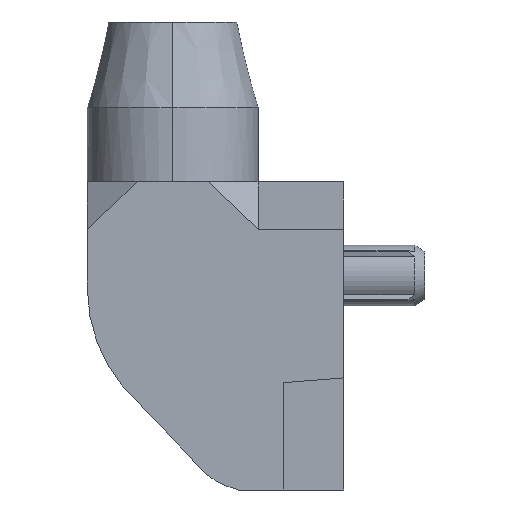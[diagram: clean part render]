
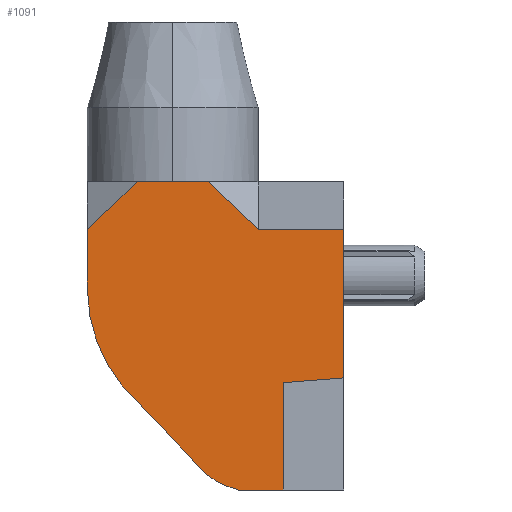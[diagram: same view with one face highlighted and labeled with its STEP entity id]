
A CAD part, left-side view. The second image highlights one B-rep face of the part: STEP entity #1091.
In plain terms, the highlighted planar face has unit normal (-1, 0, 0).
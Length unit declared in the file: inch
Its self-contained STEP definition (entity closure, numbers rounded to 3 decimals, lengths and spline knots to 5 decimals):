
#25 = VECTOR ( 'NONE', #60, 39.37008 ) ;
#60 = DIRECTION ( 'NONE',  ( 0., 0.69, 0.724 ) ) ;
#65 = DIRECTION ( 'NONE',  ( 1., 0., 0. ) ) ;
#73 = CARTESIAN_POINT ( 'NONE',  ( -0.10016, -0.12963, -0.42228 ) ) ;
#96 = VECTOR ( 'NONE', #3063, 39.37008 ) ;
#97 = EDGE_CURVE ( 'NONE', #3194, #3233, #1210, .T. ) ;
#122 = EDGE_CURVE ( 'NONE', #3595, #2061, #1130, .T. ) ;
#183 = VECTOR ( 'NONE', #2904, 39.37008 ) ;
#248 = VERTEX_POINT ( 'NONE', #2702 ) ;
#315 = PLANE ( 'NONE',  #1654 ) ;
#334 = ORIENTED_EDGE ( 'NONE', *, *, #3095, .F. ) ;
#374 = DIRECTION ( 'NONE',  ( 0., -0.725, -0.688 ) ) ;
#404 = VECTOR ( 'NONE', #574, 39.37008 ) ;
#430 = ORIENTED_EDGE ( 'NONE', *, *, #1190, .T. ) ;
#441 = VERTEX_POINT ( 'NONE', #1992 ) ;
#457 = EDGE_CURVE ( 'NONE', #248, #3531, #2333, .T. ) ;
#466 = VECTOR ( 'NONE', #2906, 39.37008 ) ;
#468 = VERTEX_POINT ( 'NONE', #3373 ) ;
#473 = AXIS2_PLACEMENT_3D ( 'NONE', #1781, #65, #2074 ) ;
#539 = CARTESIAN_POINT ( 'NONE',  ( -0.10016, 0.09981, -0.297 ) ) ;
#574 = DIRECTION ( 'NONE',  ( 0., 0., 1. ) ) ;
#607 = DIRECTION ( 'NONE',  ( 0., 0., 1. ) ) ;
#644 = CARTESIAN_POINT ( 'NONE',  ( -0.10016, 0.12198, -0.26372 ) ) ;
#707 = EDGE_LOOP ( 'NONE', ( #2436, #836, #2834, #2911, #967, #1356, #3586, #2866, #1854, #430, #3317, #334, #2710 ) ) ;
#743 = VERTEX_POINT ( 'NONE', #3229 ) ;
#752 = CARTESIAN_POINT ( 'NONE',  ( -0.10016, -0.20007, -0.243 ) ) ;
#772 = VECTOR ( 'NONE', #3180, 39.37008 ) ;
#806 = VERTEX_POINT ( 'NONE', #752 ) ;
#811 = LINE ( 'NONE', #1478, #25 ) ;
#836 = ORIENTED_EDGE ( 'NONE', *, *, #930, .F. ) ;
#864 = CARTESIAN_POINT ( 'NONE',  ( -0.10016, -0.08133, -0.31189 ) ) ;
#867 = CARTESIAN_POINT ( 'NONE',  ( -0.10016, 0.05867, -0.1873 ) ) ;
#870 = LINE ( 'NONE', #539, #96 ) ;
#930 = EDGE_CURVE ( 'NONE', #3531, #743, #870, .T. ) ;
#967 = ORIENTED_EDGE ( 'NONE', *, *, #2681, .F. ) ;
#1061 = CARTESIAN_POINT ( 'NONE',  ( -0.10016, -0.12963, -0.42228 ) ) ;
#1077 = LINE ( 'NONE', #2276, #404 ) ;
#1087 = DIRECTION ( 'NONE',  ( 0., 1., 0. ) ) ;
#1091 = ADVANCED_FACE ( 'NONE', ( #3398 ), #315, .T. ) ;
#1130 = LINE ( 'NONE', #73, #2565 ) ;
#1139 = DIRECTION ( 'NONE',  ( 0., 0., 1. ) ) ;
#1190 = EDGE_CURVE ( 'NONE', #806, #3496, #3174, .T. ) ;
#1200 = LINE ( 'NONE', #1800, #2726 ) ;
#1210 = LINE ( 'NONE', #644, #466 ) ;
#1217 = DIRECTION ( 'NONE',  ( 0., 0.997, -0.078 ) ) ;
#1232 = CIRCLE ( 'NONE', #473, 0.09535 ) ;
#1285 = VECTOR ( 'NONE', #1417, 39.37008 ) ;
#1356 = ORIENTED_EDGE ( 'NONE', *, *, #1839, .F. ) ;
#1360 = EDGE_CURVE ( 'NONE', #743, #3194, #2065, .T. ) ;
#1364 = CARTESIAN_POINT ( 'NONE',  ( -0.10016, -0.20007, -0.41675 ) ) ;
#1380 = AXIS2_PLACEMENT_3D ( 'NONE', #864, #2842, #1139 ) ;
#1417 = DIRECTION ( 'NONE',  ( 0., 0., 1. ) ) ;
#1464 = VECTOR ( 'NONE', #1087, 39.37008 ) ;
#1478 = CARTESIAN_POINT ( 'NONE',  ( -0.10016, 0.0382, -0.44802 ) ) ;
#1513 = LINE ( 'NONE', #1802, #772 ) ;
#1552 = EDGE_CURVE ( 'NONE', #2061, #3188, #1513, .T. ) ;
#1617 = CARTESIAN_POINT ( 'NONE',  ( -0.10016, 0.09981, -0.3145 ) ) ;
#1654 = AXIS2_PLACEMENT_3D ( 'NONE', #3115, #2313, #607 ) ;
#1781 = CARTESIAN_POINT ( 'NONE',  ( -0.10016, -0.09945, -0.45538 ) ) ;
#1800 = CARTESIAN_POINT ( 'NONE',  ( -0.10016, -0.07834, -0.22228 ) ) ;
#1802 = CARTESIAN_POINT ( 'NONE',  ( -0.10016, -0.12963, -0.548 ) ) ;
#1839 = EDGE_CURVE ( 'NONE', #3188, #2260, #2325, .T. ) ;
#1854 = ORIENTED_EDGE ( 'NONE', *, *, #2248, .T. ) ;
#1922 = CARTESIAN_POINT ( 'NONE',  ( -0.10016, -0.0768, -0.548 ) ) ;
#1992 = CARTESIAN_POINT ( 'NONE',  ( -0.10016, -0.03955, -0.52957 ) ) ;
#2047 = CARTESIAN_POINT ( 'NONE',  ( -0.10016, 0.09993, -0.24279 ) ) ;
#2061 = VERTEX_POINT ( 'NONE', #1061 ) ;
#2065 = LINE ( 'NONE', #2844, #1285 ) ;
#2074 = DIRECTION ( 'NONE',  ( 0., 0., 1. ) ) ;
#2185 = VECTOR ( 'NONE', #2845, 39.37008 ) ;
#2248 = EDGE_CURVE ( 'NONE', #3595, #806, #1077, .T. ) ;
#2260 = VERTEX_POINT ( 'NONE', #3628 ) ;
#2276 = CARTESIAN_POINT ( 'NONE',  ( -0.10016, -0.20007, -0.297 ) ) ;
#2313 = DIRECTION ( 'NONE',  ( -1., 0., 0. ) ) ;
#2325 = LINE ( 'NONE', #1922, #1464 ) ;
#2333 = CIRCLE ( 'NONE', #1380, 0.18116 ) ;
#2339 = CARTESIAN_POINT ( 'NONE',  ( -0.10016, 0.04149, -0.1873 ) ) ;
#2436 = ORIENTED_EDGE ( 'NONE', *, *, #1360, .F. ) ;
#2465 = EDGE_CURVE ( 'NONE', #468, #3496, #1200, .T. ) ;
#2565 = VECTOR ( 'NONE', #1217, 39.37008 ) ;
#2681 = EDGE_CURVE ( 'NONE', #2260, #441, #1232, .T. ) ;
#2702 = CARTESIAN_POINT ( 'NONE',  ( -0.10016, 0.0382, -0.44802 ) ) ;
#2710 = ORIENTED_EDGE ( 'NONE', *, *, #97, .F. ) ;
#2726 = VECTOR ( 'NONE', #374, 39.37008 ) ;
#2834 = ORIENTED_EDGE ( 'NONE', *, *, #457, .F. ) ;
#2842 = DIRECTION ( 'NONE',  ( 1., 0., 0. ) ) ;
#2844 = CARTESIAN_POINT ( 'NONE',  ( -0.10016, 0.09993, -0.397 ) ) ;
#2845 = DIRECTION ( 'NONE',  ( 0., -1., 0. ) ) ;
#2866 = ORIENTED_EDGE ( 'NONE', *, *, #122, .F. ) ;
#2904 = DIRECTION ( 'NONE',  ( 0., 1., 0. ) ) ;
#2906 = DIRECTION ( 'NONE',  ( 0., -0.725, 0.688 ) ) ;
#2911 = ORIENTED_EDGE ( 'NONE', *, *, #3271, .F. ) ;
#3063 = DIRECTION ( 'NONE',  ( 0., 0., 1. ) ) ;
#3095 = EDGE_CURVE ( 'NONE', #3233, #468, #3538, .T. ) ;
#3115 = CARTESIAN_POINT ( 'NONE',  ( -0.10016, 0., -0.397 ) ) ;
#3174 = LINE ( 'NONE', #3179, #183 ) ;
#3179 = CARTESIAN_POINT ( 'NONE',  ( -0.10016, 0., -0.243 ) ) ;
#3180 = DIRECTION ( 'NONE',  ( 0., 0., -1. ) ) ;
#3188 = VERTEX_POINT ( 'NONE', #3412 ) ;
#3194 = VERTEX_POINT ( 'NONE', #2047 ) ;
#3229 = CARTESIAN_POINT ( 'NONE',  ( -0.10016, 0.09987, -0.297 ) ) ;
#3233 = VERTEX_POINT ( 'NONE', #2339 ) ;
#3271 = EDGE_CURVE ( 'NONE', #441, #248, #811, .T. ) ;
#3317 = ORIENTED_EDGE ( 'NONE', *, *, #2465, .F. ) ;
#3373 = CARTESIAN_POINT ( 'NONE',  ( -0.10016, -0.04149, -0.1873 ) ) ;
#3398 = FACE_OUTER_BOUND ( 'NONE', #707, .T. ) ;
#3412 = CARTESIAN_POINT ( 'NONE',  ( -0.10016, -0.12963, -0.548 ) ) ;
#3496 = VERTEX_POINT ( 'NONE', #3526 ) ;
#3526 = CARTESIAN_POINT ( 'NONE',  ( -0.10016, -0.10016, -0.243 ) ) ;
#3531 = VERTEX_POINT ( 'NONE', #1617 ) ;
#3538 = LINE ( 'NONE', #867, #2185 ) ;
#3586 = ORIENTED_EDGE ( 'NONE', *, *, #1552, .F. ) ;
#3595 = VERTEX_POINT ( 'NONE', #1364 ) ;
#3628 = CARTESIAN_POINT ( 'NONE',  ( -0.10016, -0.0768, -0.548 ) ) ;
